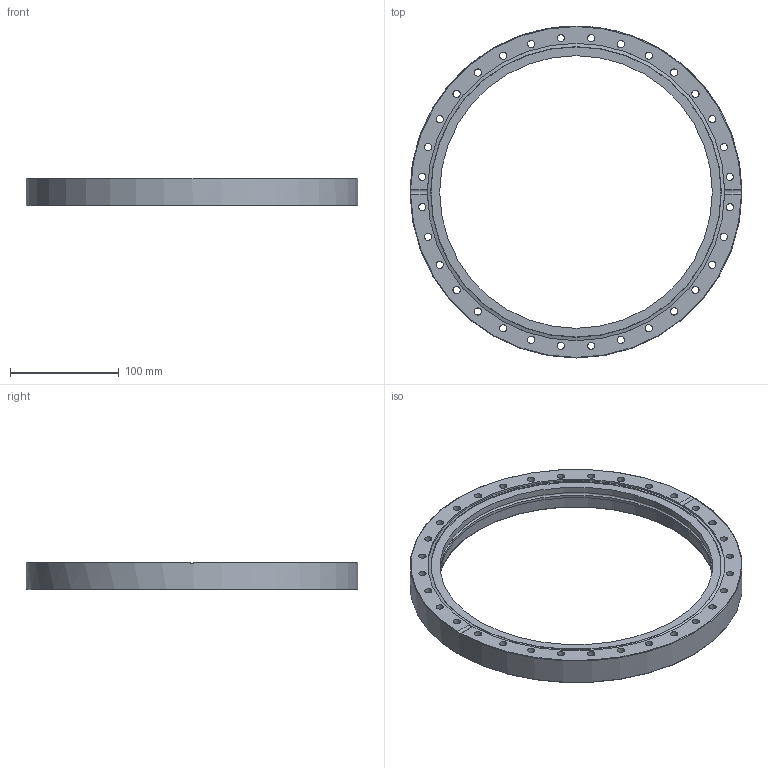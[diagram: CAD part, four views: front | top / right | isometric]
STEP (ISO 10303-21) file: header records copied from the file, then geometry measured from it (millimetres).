
FILE_DESCRIPTION((''),'2;1');
FILE_NAME('F250B254T-316LNS.stp','2009-03-13T08:50:56',('hasers'),(''),'Autodesk Inventor 2008','Autodesk Inventor 2008','');
FILE_SCHEMA(('AUTOMOTIVE_DESIGN { 1 0 10303 214 1 1 1 1 }'));
Length unit declared in the file: millimetre
Products named in the file (2): F250B254T-316LNS; CF-07 [Keywords [Summary]=1.4429][Company [Summary]=Vacom][Title [Summary]=F250B254T]
Assembly tree (1 placements, depth 2):
  F250B254T-316LNS
    CF-07 [Keywords [Summary]=1.4429][Company [Summary]=Vacom][Title [Summary]=F250B254T]
Bounding box: 305 x 305 x 25 mm (x, y, z)
Volume: 533049.1 mm3; surface area: 107680.2 mm2
Topology: 1 solids, 1 shells, 51 faces, 170 edges, 122 vertices
Faces by surface type: bspline 33, cylinder 6, torus 5, plane 5, cone 2
Full cylindrical faces by diameter (mm): 250.5 x2, 254.5 x1, 273.2 x1, 305 x1
Entity records: 2131 total; most frequent: CARTESIAN_POINT 913, DIRECTION 210, ORIENTED_EDGE 188, EDGE_LOOP 160, FACE_BOUND 109, AXIS2_PLACEMENT_3D 103, EDGE_CURVE 94, VERTEX_POINT 88
